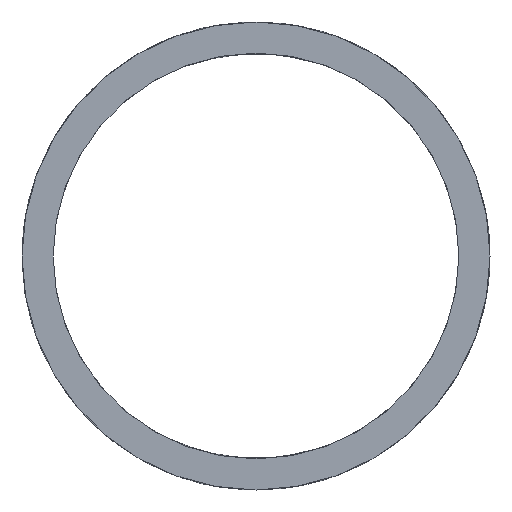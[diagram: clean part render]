
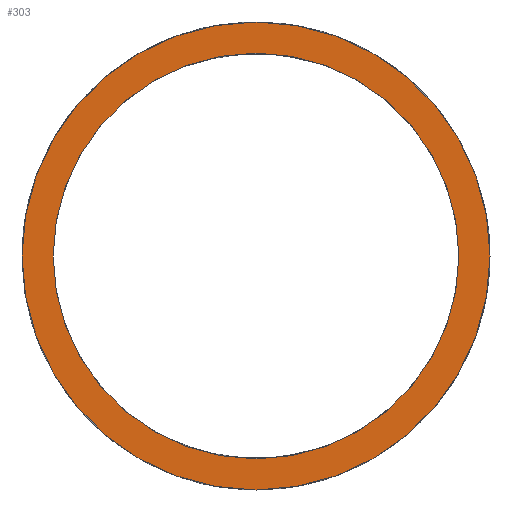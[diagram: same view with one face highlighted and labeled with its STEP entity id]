
A CAD part, front view. The second image highlights one B-rep face of the part: STEP entity #303.
In plain terms, the highlighted planar face has unit normal (0, -1, 0).
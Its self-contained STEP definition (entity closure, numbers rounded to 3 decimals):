
#16=FACE_BOUND('',#51,.T.);
#19=CIRCLE('',#358,7.5);
#20=CIRCLE('',#359,6.5);
#33=FACE_OUTER_BOUND('',#50,.T.);
#50=EDGE_LOOP('',(#223));
#51=EDGE_LOOP('',(#224));
#125=VERTEX_POINT('',#528);
#126=VERTEX_POINT('',#530);
#160=EDGE_CURVE('',#125,#125,#19,.T.);
#161=EDGE_CURVE('',#126,#126,#20,.T.);
#223=ORIENTED_EDGE('',*,*,#160,.F.);
#224=ORIENTED_EDGE('',*,*,#161,.F.);
#271=PLANE('',#357);
#303=ADVANCED_FACE('',(#33,#16),#271,.F.);
#357=AXIS2_PLACEMENT_3D('',#527,#432,#433);
#358=AXIS2_PLACEMENT_3D('',#529,#434,#435);
#359=AXIS2_PLACEMENT_3D('',#531,#436,#437);
#432=DIRECTION('center_axis',(0.,1.,0.));
#433=DIRECTION('ref_axis',(0.,0.,1.));
#434=DIRECTION('center_axis',(0.,1.,0.));
#435=DIRECTION('ref_axis',(-1.,0.,0.));
#436=DIRECTION('center_axis',(0.,-1.,0.));
#437=DIRECTION('ref_axis',(1.,0.,0.));
#527=CARTESIAN_POINT('Origin',(0.,0.,0.));
#528=CARTESIAN_POINT('',(7.5,0.,0.));
#529=CARTESIAN_POINT('Origin',(0.,0.,0.));
#530=CARTESIAN_POINT('',(-6.5,0.,0.));
#531=CARTESIAN_POINT('Origin',(0.,0.,0.));
